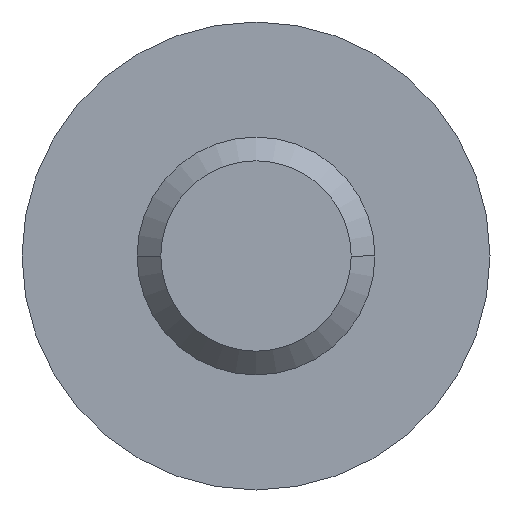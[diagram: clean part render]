
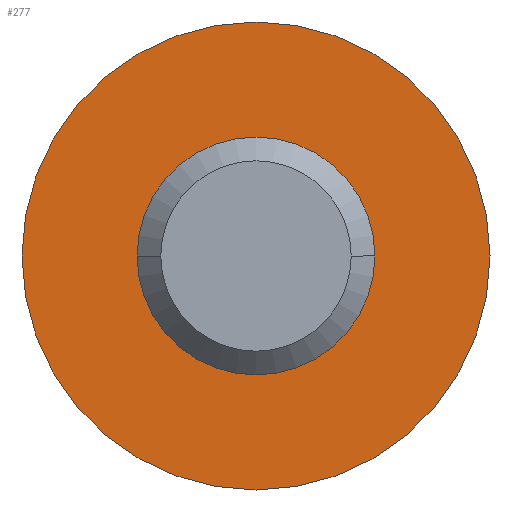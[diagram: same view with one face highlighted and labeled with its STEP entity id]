
A CAD part, front view. The second image highlights one B-rep face of the part: STEP entity #277.
In plain terms, the highlighted planar face has unit normal (0, -1, 0).
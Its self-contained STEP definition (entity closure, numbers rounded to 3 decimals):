
#11 = DIRECTION ( 'NONE',  ( 0., 1., 0. ) ) ;
#24 = AXIS2_PLACEMENT_3D ( 'NONE', #412, #375, #94 ) ;
#25 = VERTEX_POINT ( 'NONE', #245 ) ;
#46 = CIRCLE ( 'NONE', #242, 1.5 ) ;
#58 = CARTESIAN_POINT ( 'NONE',  ( 0., 23., 0. ) ) ;
#70 = EDGE_CURVE ( 'NONE', #25, #422, #447, .T. ) ;
#89 = CIRCLE ( 'NONE', #24, 2.95 ) ;
#94 = DIRECTION ( 'NONE',  ( -1., 0., 0. ) ) ;
#108 = AXIS2_PLACEMENT_3D ( 'NONE', #58, #264, #234 ) ;
#115 = DIRECTION ( 'NONE',  ( -1., 0., 0. ) ) ;
#177 = DIRECTION ( 'NONE',  ( -1., 0., 0. ) ) ;
#178 = AXIS2_PLACEMENT_3D ( 'NONE', #360, #11, #115 ) ;
#185 = DIRECTION ( 'NONE',  ( 0., 1., 0. ) ) ;
#188 = ORIENTED_EDGE ( 'NONE', *, *, #70, .F. ) ;
#217 = DIRECTION ( 'NONE',  ( -1., 0., 0. ) ) ;
#219 = EDGE_CURVE ( 'NONE', #333, #255, #46, .T. ) ;
#220 = FACE_OUTER_BOUND ( 'NONE', #289, .T. ) ;
#224 = FACE_BOUND ( 'NONE', #350, .T. ) ;
#229 = CIRCLE ( 'NONE', #108, 1.5 ) ;
#234 = DIRECTION ( 'NONE',  ( -1., 0., 0. ) ) ;
#235 = ORIENTED_EDGE ( 'NONE', *, *, #319, .T. ) ;
#240 = CARTESIAN_POINT ( 'NONE',  ( -1.5, 23., 0. ) ) ;
#242 = AXIS2_PLACEMENT_3D ( 'NONE', #426, #185, #217 ) ;
#245 = CARTESIAN_POINT ( 'NONE',  ( 2.95, 23., 0. ) ) ;
#249 = AXIS2_PLACEMENT_3D ( 'NONE', #421, #383, #177 ) ;
#255 = VERTEX_POINT ( 'NONE', #428 ) ;
#262 = PLANE ( 'NONE',  #178 ) ;
#264 = DIRECTION ( 'NONE',  ( 0., 1., 0. ) ) ;
#277 = ADVANCED_FACE ( 'NONE', ( #220, #224 ), #262, .F. ) ;
#289 = EDGE_LOOP ( 'NONE', ( #335, #188 ) ) ;
#316 = CARTESIAN_POINT ( 'NONE',  ( -2.95, 23., 0. ) ) ;
#319 = EDGE_CURVE ( 'NONE', #255, #333, #229, .T. ) ;
#333 = VERTEX_POINT ( 'NONE', #240 ) ;
#335 = ORIENTED_EDGE ( 'NONE', *, *, #363, .F. ) ;
#350 = EDGE_LOOP ( 'NONE', ( #401, #235 ) ) ;
#360 = CARTESIAN_POINT ( 'NONE',  ( 1.5, 23., 0. ) ) ;
#363 = EDGE_CURVE ( 'NONE', #422, #25, #89, .T. ) ;
#375 = DIRECTION ( 'NONE',  ( 0., 1., 0. ) ) ;
#383 = DIRECTION ( 'NONE',  ( 0., 1., 0. ) ) ;
#401 = ORIENTED_EDGE ( 'NONE', *, *, #219, .T. ) ;
#412 = CARTESIAN_POINT ( 'NONE',  ( 0., 23., 0. ) ) ;
#421 = CARTESIAN_POINT ( 'NONE',  ( 0., 23., 0. ) ) ;
#422 = VERTEX_POINT ( 'NONE', #316 ) ;
#426 = CARTESIAN_POINT ( 'NONE',  ( 0., 23., 0. ) ) ;
#428 = CARTESIAN_POINT ( 'NONE',  ( 1.5, 23., 0. ) ) ;
#447 = CIRCLE ( 'NONE', #249, 2.95 ) ;
